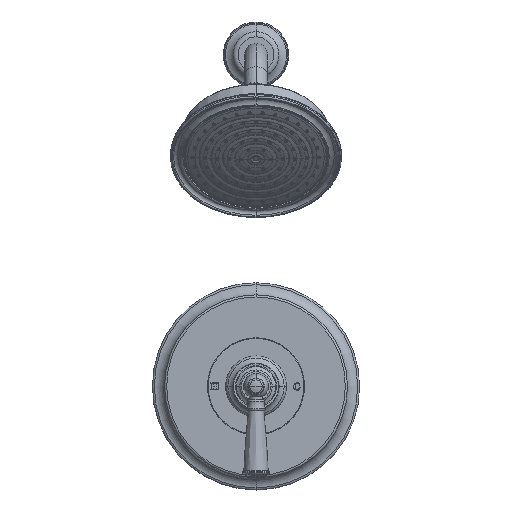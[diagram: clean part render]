
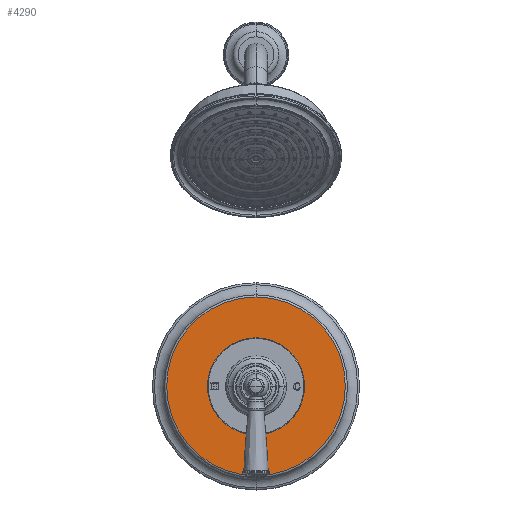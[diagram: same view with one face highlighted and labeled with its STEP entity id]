
A CAD part, top view. The second image highlights one B-rep face of the part: STEP entity #4290.
In plain terms, the highlighted planar face has unit normal (0, 0, 1).
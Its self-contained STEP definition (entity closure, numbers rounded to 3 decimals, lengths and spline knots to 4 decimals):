
#1106=CARTESIAN_POINT('',(0.,0.,0.625));
#1107=DIRECTION('',(0.,0.,1.));
#1108=DIRECTION('',(0.,-1.,0.));
#1109=AXIS2_PLACEMENT_3D('',#1106,#1107,#1108);
#1121=CARTESIAN_POINT('',(0.,0.,0.625));
#1122=DIRECTION('',(0.,0.,1.));
#1123=DIRECTION('',(0.,1.,0.));
#1124=AXIS2_PLACEMENT_3D('',#1121,#1122,#1123);
#1126=CARTESIAN_POINT('',(0.,0.,0.625));
#1127=DIRECTION('',(0.,0.,-1.));
#1128=DIRECTION('',(0.,1.,0.));
#1129=AXIS2_PLACEMENT_3D('',#1126,#1127,#1128);
#1209=CARTESIAN_POINT('',(0.,0.,0.625));
#1210=DIRECTION('',(0.,0.,1.));
#1211=DIRECTION('',(0.,1.,0.));
#1212=AXIS2_PLACEMENT_3D('',#1209,#1210,#1211);
#3179=CARTESIAN_POINT('',(0.,3.233,0.625));
#3180=VERTEX_POINT('',#3179);
#3187=CARTESIAN_POINT('',(0.,-3.233,0.625));
#3188=VERTEX_POINT('',#3187);
#3189=CARTESIAN_POINT('',(0.,-1.757,0.625));
#3190=CARTESIAN_POINT('',(0.,1.757,0.625));
#3191=VERTEX_POINT('',#3189);
#3192=VERTEX_POINT('',#3190);
#4274=CARTESIAN_POINT('',(0.,0.,0.625));
#4275=DIRECTION('',(0.,0.,-1.));
#4276=DIRECTION('',(0.,-1.,0.));
#4277=AXIS2_PLACEMENT_3D('',#4274,#4275,#4276);
#4278=PLANE('',#4277);
#4280=ORIENTED_EDGE('',*,*,#4279,.F.);
#4282=ORIENTED_EDGE('',*,*,#4281,.T.);
#4283=EDGE_LOOP('',(#4280,#4282));
#4284=FACE_OUTER_BOUND('',#4283,.F.);
#4285=ORIENTED_EDGE('',*,*,#4264,.T.);
#4287=ORIENTED_EDGE('',*,*,#4286,.T.);
#4288=EDGE_LOOP('',(#4285,#4287));
#4289=FACE_BOUND('',#4288,.F.);
#4290=ADVANCED_FACE('',(#4284,#4289),#4278,.F.);
#1110=CIRCLE('',#1109,1.757);
#1125=CIRCLE('',#1124,3.233);
#1130=CIRCLE('',#1129,3.233);
#1213=CIRCLE('',#1212,1.757);
#4264=EDGE_CURVE('',#3191,#3192,#1110,.T.);
#4279=EDGE_CURVE('',#3180,#3188,#1125,.T.);
#4281=EDGE_CURVE('',#3180,#3188,#1130,.T.);
#4286=EDGE_CURVE('',#3192,#3191,#1213,.T.);
